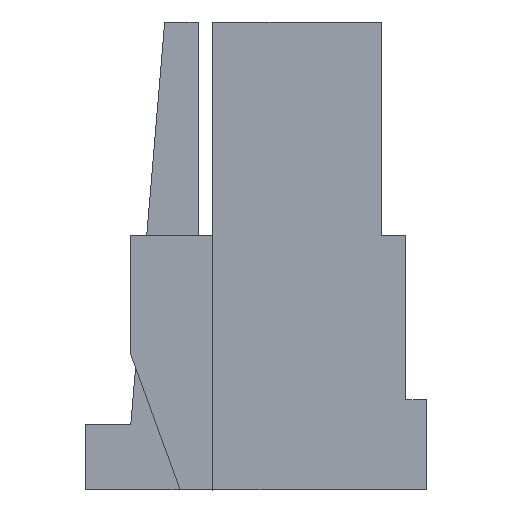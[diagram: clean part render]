
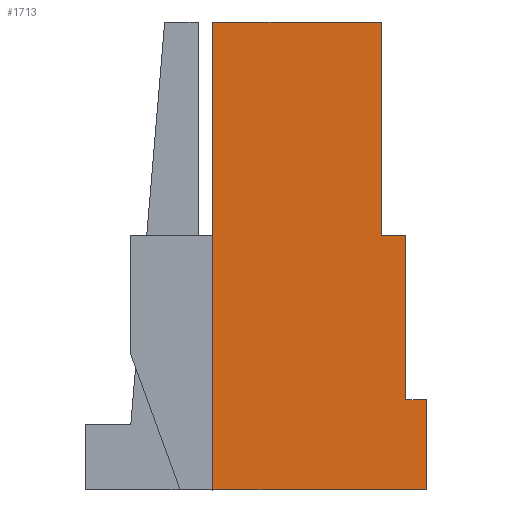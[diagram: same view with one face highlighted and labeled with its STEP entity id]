
A CAD part, left-side view. The second image highlights one B-rep face of the part: STEP entity #1713.
In plain terms, the highlighted planar face has unit normal (-1, 0, 0).
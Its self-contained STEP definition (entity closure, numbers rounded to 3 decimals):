
#1681 = ORIENTED_EDGE ( 'NONE', *, *, #1682, .F. ) ;
#1682 = EDGE_CURVE ( 'NONE', #1683, #1767, #2647, .T. ) ;
#1683 = VERTEX_POINT ( 'NONE', #2643 ) ;
#1684 = ORIENTED_EDGE ( 'NONE', *, *, #1685, .F. ) ;
#1685 = EDGE_CURVE ( 'NONE', #1686, #1683, #2642, .T. ) ;
#1686 = VERTEX_POINT ( 'NONE', #2638 ) ;
#1687 = ORIENTED_EDGE ( 'NONE', *, *, #1688, .F. ) ;
#1688 = EDGE_CURVE ( 'NONE', #1689, #1686, #2637, .T. ) ;
#1689 = VERTEX_POINT ( 'NONE', #2633 ) ;
#1690 = ORIENTED_EDGE ( 'NONE', *, *, #1691, .F. ) ;
#1691 = EDGE_CURVE ( 'NONE', #1717, #1689, #2631, .T. ) ;
#1713 = ADVANCED_FACE ( 'NONE', ( #2756 ), #2665, .F. ) ;
#1714 = EDGE_LOOP ( 'NONE', ( #1715, #1718, #1719, #1765, #1681, #1684, #1687, #1690 ) ) ;
#1715 = ORIENTED_EDGE ( 'NONE', *, *, #1716, .F. ) ;
#1716 = EDGE_CURVE ( 'NONE', #1864, #1717, #2660, .T. ) ;
#1717 = VERTEX_POINT ( 'NONE', #2615 ) ;
#1718 = ORIENTED_EDGE ( 'NONE', *, *, #1863, .F. ) ;
#1719 = ORIENTED_EDGE ( 'NONE', *, *, #1720, .F. ) ;
#1720 = EDGE_CURVE ( 'NONE', #1764, #1861, #2614, .T. ) ;
#1764 = VERTEX_POINT ( 'NONE', #2899 ) ;
#1765 = ORIENTED_EDGE ( 'NONE', *, *, #1766, .F. ) ;
#1766 = EDGE_CURVE ( 'NONE', #1767, #1764, #2898, .T. ) ;
#1767 = VERTEX_POINT ( 'NONE', #2894 ) ;
#1861 = VERTEX_POINT ( 'NONE', #3196 ) ;
#1863 = EDGE_CURVE ( 'NONE', #1861, #1864, #3195, .T. ) ;
#1864 = VERTEX_POINT ( 'NONE', #3191 ) ;
#2611 = DIRECTION ( 'NONE',  ( 0., 0., -1. ) ) ;
#2612 = VECTOR ( 'NONE', #2611, 1000. ) ;
#2613 = CARTESIAN_POINT ( 'NONE',  ( -7.458, -2.717, 4.025 ) ) ;
#2614 = LINE ( 'NONE', #2613, #2612 ) ;
#2615 = CARTESIAN_POINT ( 'NONE',  ( -7.458, -0.117, 9.725 ) ) ;
#2628 = DIRECTION ( 'NONE',  ( 0., -1., 0. ) ) ;
#2629 = VECTOR ( 'NONE', #2628, 1000. ) ;
#2630 = CARTESIAN_POINT ( 'NONE',  ( -7.458, -2.017, 9.725 ) ) ;
#2631 = LINE ( 'NONE', #2630, #2629 ) ;
#2633 = CARTESIAN_POINT ( 'NONE',  ( -7.458, -2.167, 9.725 ) ) ;
#2634 = DIRECTION ( 'NONE',  ( 0., 0., -1. ) ) ;
#2635 = VECTOR ( 'NONE', #2634, 1000. ) ;
#2636 = CARTESIAN_POINT ( 'NONE',  ( -7.458, -2.167, 9.575 ) ) ;
#2637 = LINE ( 'NONE', #2636, #2635 ) ;
#2638 = CARTESIAN_POINT ( 'NONE',  ( -7.458, -2.167, 7.125 ) ) ;
#2639 = DIRECTION ( 'NONE',  ( 0., -1., 0. ) ) ;
#2640 = VECTOR ( 'NONE', #2639, 1000. ) ;
#2641 = CARTESIAN_POINT ( 'NONE',  ( -7.458, -2.167, 7.125 ) ) ;
#2642 = LINE ( 'NONE', #2641, #2640 ) ;
#2643 = CARTESIAN_POINT ( 'NONE',  ( -7.458, -2.467, 7.125 ) ) ;
#2644 = DIRECTION ( 'NONE',  ( 0., 0., -1. ) ) ;
#2645 = VECTOR ( 'NONE', #2644, 1000. ) ;
#2646 = CARTESIAN_POINT ( 'NONE',  ( -7.458, -2.467, 7.125 ) ) ;
#2647 = LINE ( 'NONE', #2646, #2645 ) ;
#2657 = DIRECTION ( 'NONE',  ( 0., 0., 1. ) ) ;
#2658 = VECTOR ( 'NONE', #2657, 1000. ) ;
#2659 = CARTESIAN_POINT ( 'NONE',  ( -7.458, -0.117, 4.025 ) ) ;
#2660 = LINE ( 'NONE', #2659, #2658 ) ;
#2661 = DIRECTION ( 'NONE',  ( 0., -1., 0. ) ) ;
#2662 = DIRECTION ( 'NONE',  ( 1., 0., 0. ) ) ;
#2663 = CARTESIAN_POINT ( 'NONE',  ( -7.458, -0.842, 10.9 ) ) ;
#2664 = AXIS2_PLACEMENT_3D ( 'NONE', #2663, #2662, #2661 ) ;
#2665 = PLANE ( 'NONE',  #2664 ) ;
#2756 = FACE_OUTER_BOUND ( 'NONE', #1714, .T. ) ;
#2894 = CARTESIAN_POINT ( 'NONE',  ( -7.458, -2.467, 5.125 ) ) ;
#2895 = DIRECTION ( 'NONE',  ( 0., -1., 0. ) ) ;
#2896 = VECTOR ( 'NONE', #2895, 1000. ) ;
#2897 = CARTESIAN_POINT ( 'NONE',  ( -7.458, -2.467, 5.125 ) ) ;
#2898 = LINE ( 'NONE', #2897, #2896 ) ;
#2899 = CARTESIAN_POINT ( 'NONE',  ( -7.458, -2.717, 5.125 ) ) ;
#3191 = CARTESIAN_POINT ( 'NONE',  ( -7.458, -0.117, 4.025 ) ) ;
#3192 = DIRECTION ( 'NONE',  ( 0., 1., 0. ) ) ;
#3193 = VECTOR ( 'NONE', #3192, 1000. ) ;
#3194 = CARTESIAN_POINT ( 'NONE',  ( -7.458, 1.433, 4.025 ) ) ;
#3195 = LINE ( 'NONE', #3194, #3193 ) ;
#3196 = CARTESIAN_POINT ( 'NONE',  ( -7.458, -2.717, 4.025 ) ) ;
